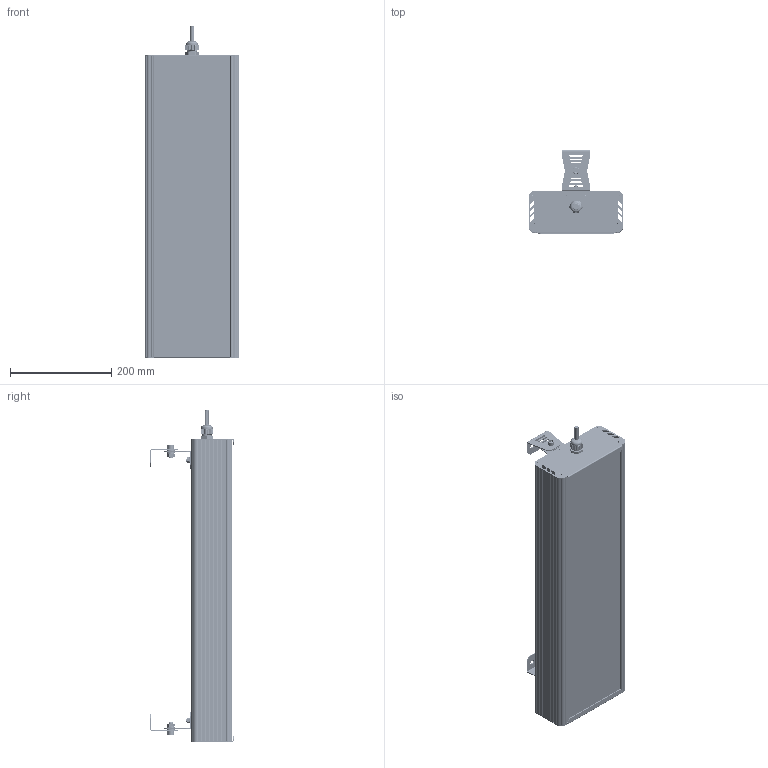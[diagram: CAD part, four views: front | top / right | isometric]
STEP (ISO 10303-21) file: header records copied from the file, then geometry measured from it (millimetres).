
FILE_DESCRIPTION(('STEP AP214'), '1');
FILE_NAME('001.0079.82.000 - ÃÑÏ-Ýêñòðà-Îïòèê-120', '2023-11-02T12:27:42', ('Ëóêîíèí'), ('ÎÊÁ Ñâîé Ñòèëü'), 'C3D Converter', 'C3D Toolkit', '');
FILE_SCHEMA(('AUTOMOTIVE_DESIGN { 1 0 10303 214 3 1 1}'));
Length unit declared in the file: millimetre
Products named in the file (33): 001.0079.82.000; 001.0065.01.000
Assembly tree (67 placements, depth 4):
  001.0079.82.000
    (unnamed)
      (unnamed)
      (unnamed)
      (unnamed)
      (unnamed)  x6
      (unnamed)  x6
      (unnamed)
      (unnamed)
      (unnamed)
      (unnamed)
        (unnamed)
      (unnamed)  x12
        (unnamed)
        (unnamed)
        (unnamed)
        (unnamed)
        (unnamed)
        (unnamed)
        (unnamed)
        (unnamed)
        (unnamed)
        (unnamed)
    001.0065.01.000  x2
      (unnamed)
      (unnamed)
      (unnamed)
      (unnamed)
      (unnamed)
      (unnamed)
      (unnamed)
      (unnamed)
      (unnamed)
Bounding box: 187.37 x 164.65 x 656.43 mm (x, y, z)
Volume: 2023729.1 mm3; surface area: 1517213.4 mm2
Topology: 436 solids, 436 shells, 6598 faces, 15551 edges, 10399 vertices
Faces by surface type: plane 4524, cylinder 1668, bspline 205, cone 178, sphere 12, torus 11
Full cylindrical faces by diameter (mm): 1 x12, 2 x24, 2.5 x48, 2.8 x300, 3.2 x12, 3.5 x72, 4 x12, 6 x4, 6.375 x2, 8 x16, 8.5 x8, 9 x156, 12 x3, 12.5 x1, 13.333 x2, 16 x5, 18.5 x3, 20 x1, 23.5 x1
Entity records: 104552 total; most frequent: CARTESIAN_POINT 48272, ORIENTED_EDGE 10296, DIRECTION 9498, EDGE_CURVE 5148, VERTEX_POINT 3534, AXIS2_PLACEMENT_3D 3195, LINE 3108, VECTOR 3108
